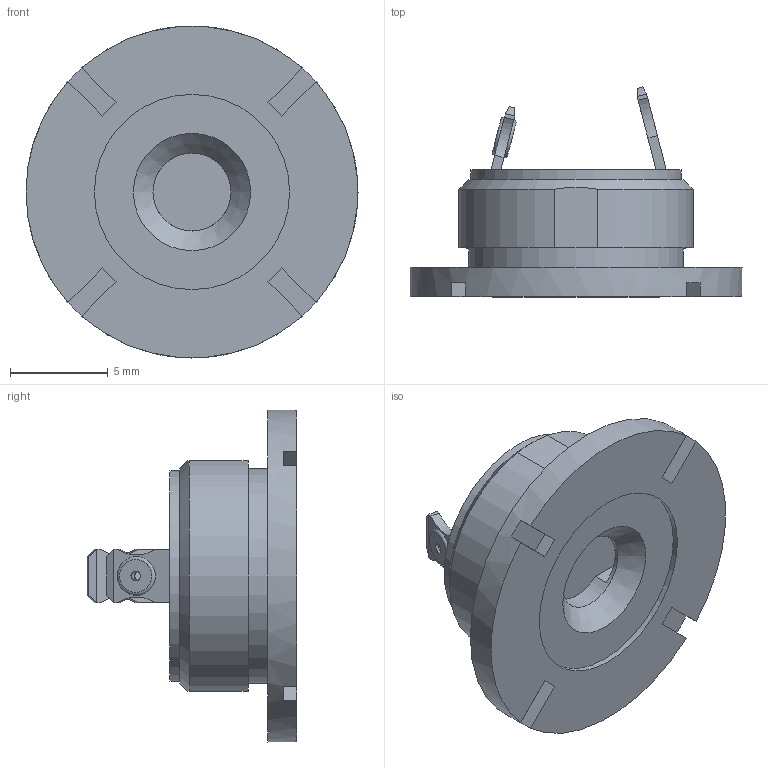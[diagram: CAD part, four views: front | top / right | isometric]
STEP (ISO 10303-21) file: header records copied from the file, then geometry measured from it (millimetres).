
FILE_DESCRIPTION(/* description */ (''),/* implementation_level */ '2;1');
FILE_NAME(/* name */ 'PD4.stp',/* time_stamp */ '2024-04-16T08:42:17+09:00',/* author */ ('Mugikura.Atsushi'),/* organization */ (''),/* preprocessor_version */ 'ST-DEVELOPER v17.2',/* originating_system */ 'Autodesk Inventor 2019',/* authorisation */ '');
FILE_SCHEMA (('AUTOMOTIVE_DESIGN { 1 0 10303 214 3 1 1 }'));
Length unit declared in the file: millimetre
Products named in the file (1): PD4
Bounding box: 17 x 10.74 x 17 mm (x, y, z)
Volume: 698.5 mm3; surface area: 1068.1 mm2
Topology: 1 solids, 1 shells, 129 faces, 344 edges, 220 vertices
Faces by surface type: plane 75, cylinder 47, cone 5, torus 2
Full cylindrical faces by diameter (mm): 0.5 x2, 1.1 x2, 4 x1, 10 x1, 10.8 x1, 11 x1, 17 x1
Entity records: 4233 total; most frequent: DIRECTION 722, CARTESIAN_POINT 706, ORIENTED_EDGE 688, EDGE_CURVE 344, AXIS2_PLACEMENT_3D 254, VERTEX_POINT 220, LINE 214, VECTOR 214
